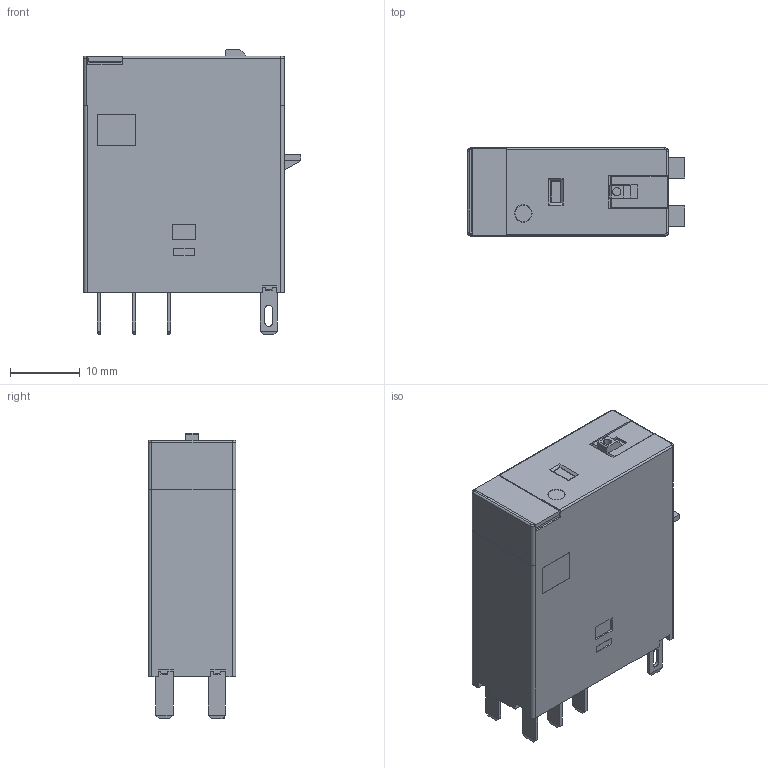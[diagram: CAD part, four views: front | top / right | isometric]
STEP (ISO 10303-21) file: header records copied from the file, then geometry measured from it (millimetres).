
FILE_DESCRIPTION (( 'STEP AP203' ), '1' );
FILE_NAME ('OGR-1-2C-DC24V-L-B. Ðåëå îáùåãî íàçíà÷åíèÿ OGR-1 2C 24Â DC ñî ñâåòîäèîäîì è òåñòîâîé êíîïêîé ONI.STEP', '2025-07-29T07:10:22', ( '' ), ( '' ), 'SwSTEP 2.0', 'SolidWorks 2022', '' );
FILE_SCHEMA (( 'CONFIG_CONTROL_DESIGN' ));
Length unit declared in the file: millimetre
Products named in the file (1): OGR-1-2C-DC24V-L-B. Реле общего назначения OGR-1 2C 24В DC со светодиодом и тестовой кнопкой ONI
Bounding box: 31.11 x 12.6 x 40.9 mm (x, y, z)
Volume: 12092.1 mm3; surface area: 5046.6 mm2
Topology: 9 solids, 12 shells, 588 faces, 1555 edges, 1018 vertices
Faces by surface type: plane 480, bspline 71, cylinder 33, sphere 4
Entity records: 21738 total; most frequent: CARTESIAN_POINT 7489, ORIENTED_EDGE 3110, DIRECTION 2539, EDGE_CURVE 1555, LINE 1339, VECTOR 1339, VERTEX_POINT 1018, EDGE_LOOP 629
